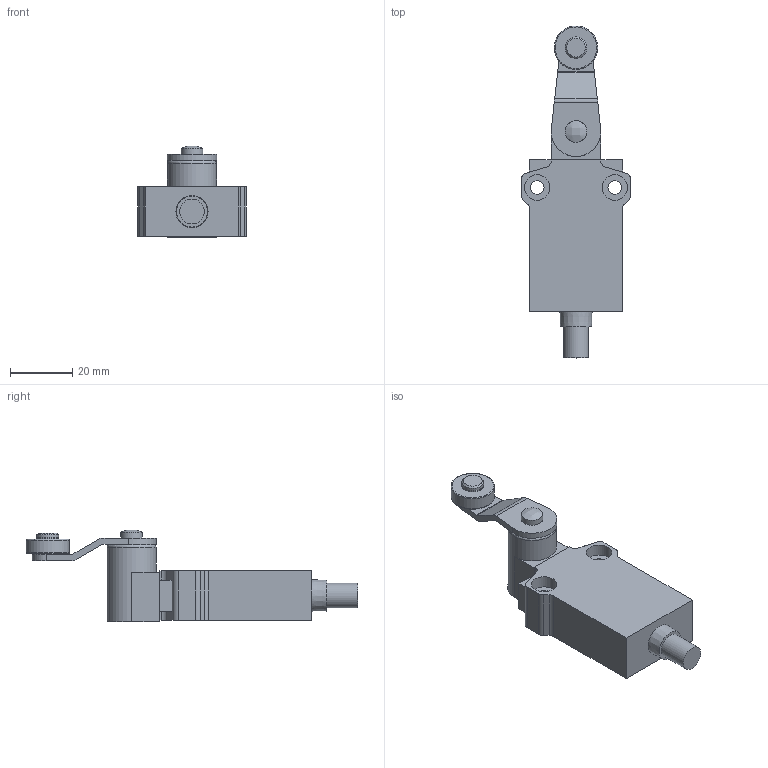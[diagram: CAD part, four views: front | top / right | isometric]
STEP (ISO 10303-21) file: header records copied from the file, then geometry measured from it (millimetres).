
FILE_DESCRIPTION (( 'STEP AP214' ), '1' );
FILE_NAME ('AEM2G4120Z22-3.STEP', '2023-06-27T10:44:22', ( '' ), ( '' ), 'SwSTEP 2.0', 'SolidWorks 2021', '' );
FILE_SCHEMA (( 'AUTOMOTIVE_DESIGN' ));
Length unit declared in the file: inch
Products named in the file (1): AEM2G4120Z22-3
Bounding box: 35 x 106.9 x 29.6 mm (x, y, z)
Volume: 30516.6 mm3; surface area: 10059.3 mm2
Topology: 1 solids, 3 shells, 97 faces, 230 edges, 153 vertices
Faces by surface type: plane 55, cylinder 36, bspline 4, cone 2
Full cylindrical faces by diameter (mm): 4.4 x2, 5 x3, 7 x4, 8 x1, 8.2 x4, 14 x1, 15.8 x1
Entity records: 4070 total; most frequent: CARTESIAN_POINT 628, DIRECTION 442, ORIENTED_EDGE 406, EDGE_CURVE 203, AXIS2_PLACEMENT_3D 159, VERTEX_POINT 147, EDGE_LOOP 136, VECTOR 124
